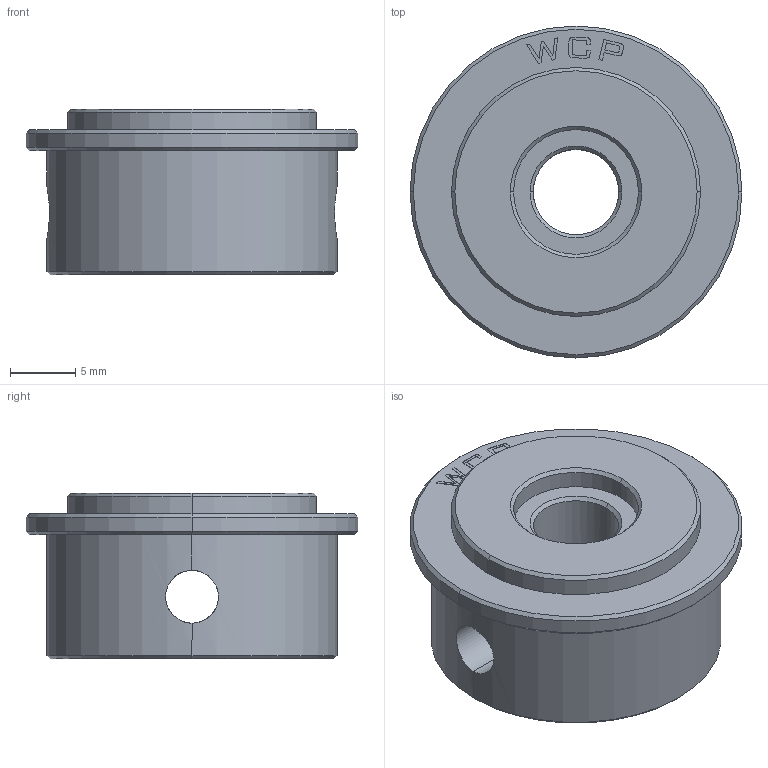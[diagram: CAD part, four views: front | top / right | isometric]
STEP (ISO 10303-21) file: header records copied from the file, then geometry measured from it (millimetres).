
FILE_DESCRIPTION (( 'STEP AP214' ), '1' );
FILE_NAME ('WCP-1390 Rev1.step', '2024-01-06T01:12:33', ( '' ), ( '' ), 'SwSTEP 2.0', 'SolidWorks 2022', '' );
FILE_SCHEMA (( 'AUTOMOTIVE_DESIGN' ));
Length unit declared in the file: inch
Products named in the file (1): WCP-1390 Rev1
Bounding box: 25.4 x 25.4 x 12.7 mm (x, y, z)
Volume: 4242.5 mm3; surface area: 2207.4 mm2
Topology: 1 solids, 1 shells, 80 faces, 203 edges, 128 vertices
Faces by surface type: plane 43, cone 14, cylinder 14, bspline 9
Entity records: 3173 total; most frequent: CARTESIAN_POINT 1169, ORIENTED_EDGE 406, DIRECTION 355, EDGE_CURVE 203, LINE 143, VECTOR 143, VERTEX_POINT 128, AXIS2_PLACEMENT_3D 106
